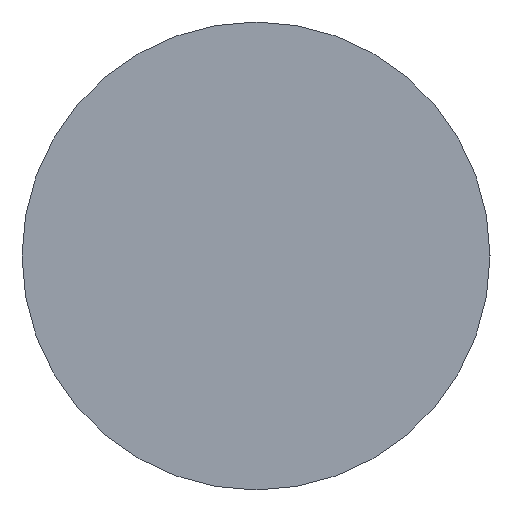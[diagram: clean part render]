
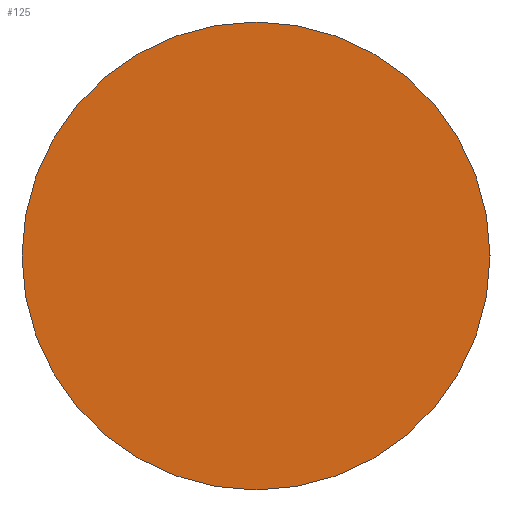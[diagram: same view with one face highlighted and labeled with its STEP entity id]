
A CAD part, left-side view. The second image highlights one B-rep face of the part: STEP entity #125.
In plain terms, the highlighted planar face has unit normal (-1, 0, 0).
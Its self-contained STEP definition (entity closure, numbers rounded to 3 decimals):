
#8 = CARTESIAN_POINT ( 'NONE',  ( 0., 0., 1. ) ) ;
#11 = EDGE_LOOP ( 'NONE', ( #14, #74 ) ) ;
#14 = ORIENTED_EDGE ( 'NONE', *, *, #54, .F. ) ;
#15 = AXIS2_PLACEMENT_3D ( 'NONE', #134, #33, #75 ) ;
#21 = CARTESIAN_POINT ( 'NONE',  ( 0., 0., -1. ) ) ;
#25 = CARTESIAN_POINT ( 'NONE',  ( 0., 0., 0. ) ) ;
#31 = AXIS2_PLACEMENT_3D ( 'NONE', #25, #65, #114 ) ;
#33 = DIRECTION ( 'NONE',  ( 1., 0., 0. ) ) ;
#42 = FACE_OUTER_BOUND ( 'NONE', #11, .T. ) ;
#47 = VERTEX_POINT ( 'NONE', #21 ) ;
#53 = AXIS2_PLACEMENT_3D ( 'NONE', #59, #116, #78 ) ;
#54 = EDGE_CURVE ( 'NONE', #101, #47, #120, .T. ) ;
#59 = CARTESIAN_POINT ( 'NONE',  ( 0., 0., 0. ) ) ;
#65 = DIRECTION ( 'NONE',  ( 1., 0., 0. ) ) ;
#74 = ORIENTED_EDGE ( 'NONE', *, *, #133, .F. ) ;
#75 = DIRECTION ( 'NONE',  ( 0., 0., -1. ) ) ;
#78 = DIRECTION ( 'NONE',  ( 0., 0., -1. ) ) ;
#90 = PLANE ( 'NONE',  #15 ) ;
#94 = CIRCLE ( 'NONE', #31, 1. ) ;
#101 = VERTEX_POINT ( 'NONE', #8 ) ;
#114 = DIRECTION ( 'NONE',  ( 0., 0., -1. ) ) ;
#116 = DIRECTION ( 'NONE',  ( 1., 0., 0. ) ) ;
#120 = CIRCLE ( 'NONE', #53, 1. ) ;
#125 = ADVANCED_FACE ( 'NONE', ( #42 ), #90, .F. ) ;
#133 = EDGE_CURVE ( 'NONE', #47, #101, #94, .T. ) ;
#134 = CARTESIAN_POINT ( 'NONE',  ( 0., 0., 0. ) ) ;
